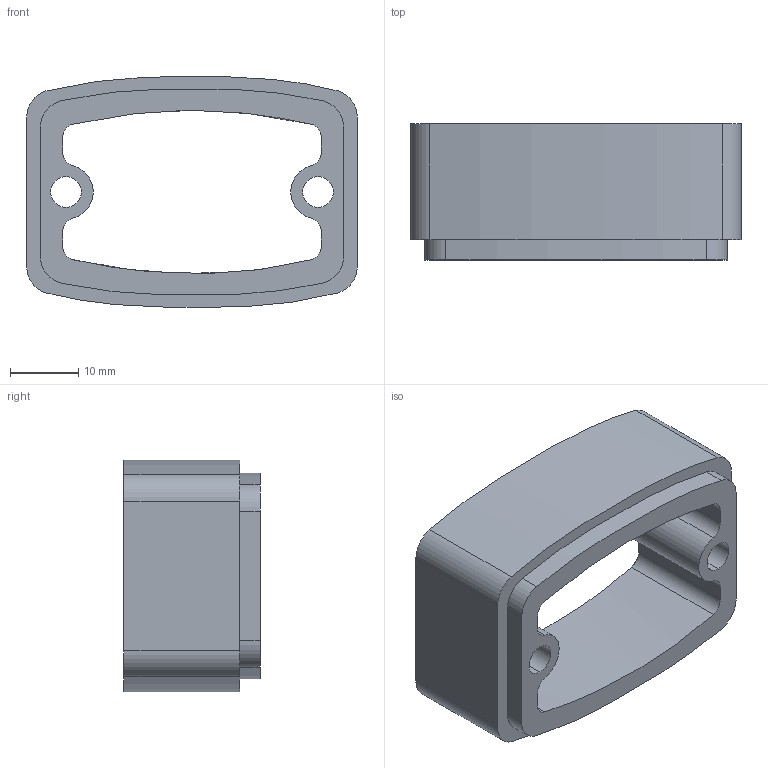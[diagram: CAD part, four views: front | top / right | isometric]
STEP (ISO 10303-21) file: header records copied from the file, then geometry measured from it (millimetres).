
FILE_DESCRIPTION (( 'STEP AP214' ), '1' );
FILE_NAME ('Rehausse bocal liquide de frein ar.STEP', '2023-03-16T10:27:23', ( '' ), ( '' ), 'SwSTEP 2.0', 'SolidWorks 2023', '' );
FILE_SCHEMA (( 'AUTOMOTIVE_DESIGN' ));
Length unit declared in the file: millimetre
Products named in the file (1): Rehausse bocal liquide de frein ar
Bounding box: 48.5 x 20 x 33.94 mm (x, y, z)
Volume: 12537.1 mm3; surface area: 7413.7 mm2
Topology: 1 solids, 1 shells, 48 faces, 132 edges, 88 vertices
Faces by surface type: cylinder 26, plane 14, bspline 8
Entity records: 1663 total; most frequent: CARTESIAN_POINT 405, ORIENTED_EDGE 264, DIRECTION 250, EDGE_CURVE 132, AXIS2_PLACEMENT_3D 93, VERTEX_POINT 88, LINE 64, VECTOR 64
